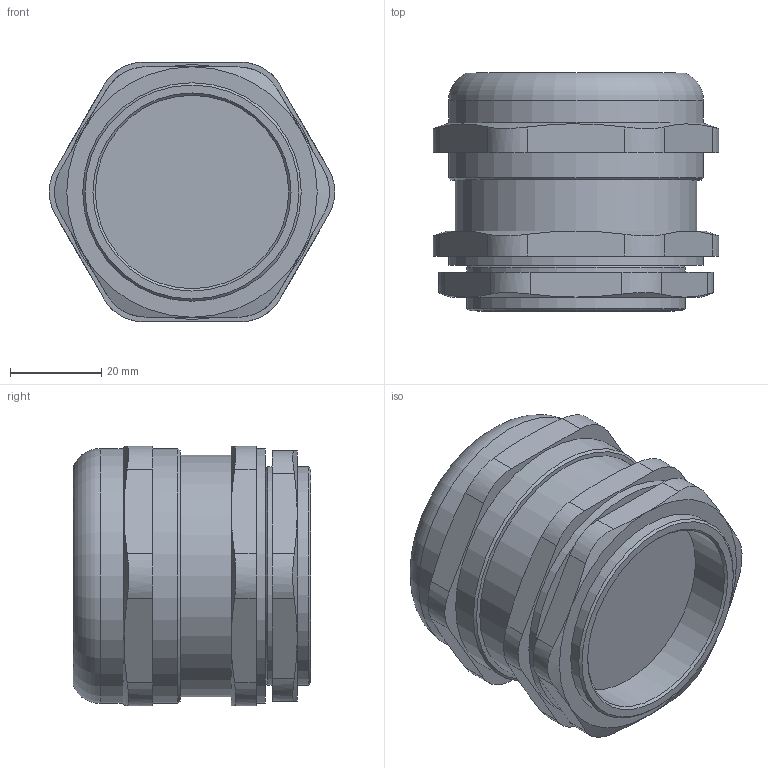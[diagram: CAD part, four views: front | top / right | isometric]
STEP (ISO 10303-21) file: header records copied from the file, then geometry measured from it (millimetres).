
FILE_DESCRIPTION(/* description */ ('','CAx-IF Rec.Pracs.---Representation and Presentation of Product Manufacturing Information (PMI)---4.0---2014-10-13'),/* implementation_level */ '2;1');
FILE_NAME(/* name */ 'ЗЭТАРУС M48 (26-39 мм).stp',/* time_stamp */ '2023-01-25T13:51:06+07:00',/* author */ ('zeta-09'),/* organization */ (''),/* preprocessor_version */ 'ST-DEVELOPER v18.1',/* originating_system */ 'Autodesk Inventor 2021',/* authorisation */ '');
FILE_SCHEMA (('AP242_MANAGED_MODEL_BASED_3D_ENGINEERING_MIM_LF { 1 0 10303 442 1 1 4 }'));
Length unit declared in the file: millimetre
Products named in the file (1): Деталь2
Bounding box: 62.72 x 52.25 x 57 mm (x, y, z)
Volume: 111771.7 mm3; surface area: 21121.1 mm2
Topology: 1 solids, 3 shells, 76 faces, 177 edges, 114 vertices
Faces by surface type: plane 31, cylinder 26, cone 17, torus 2
Full cylindrical faces by diameter (mm): 39.5 x1, 42.5 x1, 48 x2, 53 x1, 56 x3
Entity records: 2558 total; most frequent: CARTESIAN_POINT 680, DIRECTION 369, ORIENTED_EDGE 352, EDGE_CURVE 177, AXIS2_PLACEMENT_3D 151, VERTEX_POINT 114, EDGE_LOOP 85, STYLED_ITEM 76
